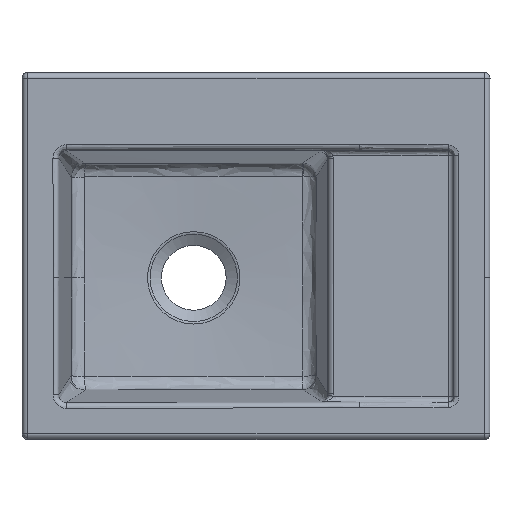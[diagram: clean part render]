
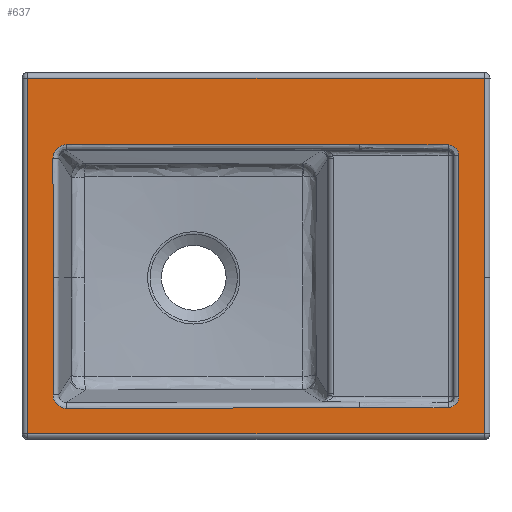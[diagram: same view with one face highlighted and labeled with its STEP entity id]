
A CAD part, top view. The second image highlights one B-rep face of the part: STEP entity #637.
In plain terms, the highlighted planar face has unit normal (0, 0, 1).
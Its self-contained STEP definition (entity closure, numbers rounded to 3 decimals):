
#219=LINE('',#6212,#297);
#220=LINE('',#6215,#298);
#221=LINE('',#6217,#299);
#222=LINE('',#6219,#300);
#223=LINE('',#6221,#301);
#224=LINE('',#6260,#302);
#297=VECTOR('',#4242,1.);
#298=VECTOR('',#4243,1.);
#299=VECTOR('',#4244,1.);
#300=VECTOR('',#4245,1.);
#301=VECTOR('',#4246,1.);
#302=VECTOR('',#4247,1.);
#424=FACE_BOUND('',#1190,.T.);
#425=FACE_BOUND('',#1191,.T.);
#637=ADVANCED_FACE('',(#424,#425),#886,.F.);
#886=PLANE('',#3921);
#1190=EDGE_LOOP('',(#1521,#1522,#1523,#1524,#1525));
#1191=EDGE_LOOP('',(#1526,#1527,#1528,#1529,#1530,#1531,#1532,#1533,#1534,
#1535,#1536));
#1521=ORIENTED_EDGE('',*,*,#3040,.T.);
#1522=ORIENTED_EDGE('',*,*,#3041,.T.);
#1523=ORIENTED_EDGE('',*,*,#3042,.T.);
#1524=ORIENTED_EDGE('',*,*,#3043,.T.);
#1525=ORIENTED_EDGE('',*,*,#3044,.T.);
#1526=ORIENTED_EDGE('',*,*,#3045,.T.);
#1527=ORIENTED_EDGE('',*,*,#3046,.T.);
#1528=ORIENTED_EDGE('',*,*,#3047,.T.);
#1529=ORIENTED_EDGE('',*,*,#3048,.T.);
#1530=ORIENTED_EDGE('',*,*,#3049,.T.);
#1531=ORIENTED_EDGE('',*,*,#3050,.T.);
#1532=ORIENTED_EDGE('',*,*,#3051,.T.);
#1533=ORIENTED_EDGE('',*,*,#3052,.T.);
#1534=ORIENTED_EDGE('',*,*,#3053,.T.);
#1535=ORIENTED_EDGE('',*,*,#3054,.T.);
#1536=ORIENTED_EDGE('',*,*,#3055,.T.);
#2691=VERTEX_POINT('',#6213);
#2692=VERTEX_POINT('',#6214);
#2693=VERTEX_POINT('',#6216);
#2694=VERTEX_POINT('',#6218);
#2695=VERTEX_POINT('',#6220);
#2696=VERTEX_POINT('',#6230);
#2697=VERTEX_POINT('',#6231);
#2698=VERTEX_POINT('',#6242);
#2699=VERTEX_POINT('',#6247);
#2700=VERTEX_POINT('',#6252);
#2701=VERTEX_POINT('',#6259);
#2702=VERTEX_POINT('',#6261);
#2703=VERTEX_POINT('',#6268);
#2704=VERTEX_POINT('',#6273);
#2705=VERTEX_POINT('',#6278);
#2706=VERTEX_POINT('',#6293);
#3040=EDGE_CURVE('',#2691,#2692,#219,.T.);
#3041=EDGE_CURVE('',#2692,#2693,#220,.T.);
#3042=EDGE_CURVE('',#2693,#2694,#221,.T.);
#3043=EDGE_CURVE('',#2694,#2695,#222,.T.);
#3044=EDGE_CURVE('',#2695,#2691,#223,.T.);
#3045=EDGE_CURVE('',#2696,#2697,#3611,.T.);
#3046=EDGE_CURVE('',#2697,#2698,#3612,.T.);
#3047=EDGE_CURVE('',#2698,#2699,#3613,.T.);
#3048=EDGE_CURVE('',#2699,#2700,#3614,.T.);
#3049=EDGE_CURVE('',#2700,#2701,#3615,.T.);
#3050=EDGE_CURVE('',#2701,#2702,#224,.T.);
#3051=EDGE_CURVE('',#2702,#2703,#3616,.T.);
#3052=EDGE_CURVE('',#2703,#2704,#3617,.T.);
#3053=EDGE_CURVE('',#2704,#2705,#3618,.T.);
#3054=EDGE_CURVE('',#2705,#2706,#3619,.T.);
#3055=EDGE_CURVE('',#2706,#2696,#3620,.T.);
#3611=B_SPLINE_CURVE_WITH_KNOTS('',3,(#6222,#6223,#6224,#6225,#6226,#6227,
#6228,#6229),.UNSPECIFIED.,.F.,.F.,(4,2,2,4),(0.,0.475,0.95,
1.),.UNSPECIFIED.);
#3612=B_SPLINE_CURVE_WITH_KNOTS('',3,(#6232,#6233,#6234,#6235,#6236,#6237,
#6238,#6239,#6240,#6241),.UNSPECIFIED.,.F.,.F.,(4,2,2,2,4),(0.,0.25,0.5,
0.75,1.),.UNSPECIFIED.);
#3613=B_SPLINE_CURVE_WITH_KNOTS('',3,(#6243,#6244,#6245,#6246),
 .UNSPECIFIED.,.F.,.F.,(4,4),(0.,1.),.UNSPECIFIED.);
#3614=B_SPLINE_CURVE_WITH_KNOTS('',3,(#6248,#6249,#6250,#6251),
 .UNSPECIFIED.,.F.,.F.,(4,4),(0.,1.),.UNSPECIFIED.);
#3615=B_SPLINE_CURVE_WITH_KNOTS('',3,(#6253,#6254,#6255,#6256,#6257,#6258),
 .UNSPECIFIED.,.F.,.F.,(4,2,4),(0.,0.5,1.),.UNSPECIFIED.);
#3616=B_SPLINE_CURVE_WITH_KNOTS('',3,(#6262,#6263,#6264,#6265,#6266,#6267),
 .UNSPECIFIED.,.F.,.F.,(4,2,4),(0.,0.5,1.),.UNSPECIFIED.);
#3617=B_SPLINE_CURVE_WITH_KNOTS('',3,(#6269,#6270,#6271,#6272),
 .UNSPECIFIED.,.F.,.F.,(4,4),(0.,1.),.UNSPECIFIED.);
#3618=B_SPLINE_CURVE_WITH_KNOTS('',3,(#6274,#6275,#6276,#6277),
 .UNSPECIFIED.,.F.,.F.,(4,4),(0.,1.),.UNSPECIFIED.);
#3619=B_SPLINE_CURVE_WITH_KNOTS('',3,(#6279,#6280,#6281,#6282,#6283,#6284,
#6285,#6286,#6287,#6288,#6289,#6290,#6291,#6292),.UNSPECIFIED.,.F.,.F.,
(4,2,2,2,2,2,4),(0.,0.25,0.375,0.5,
0.625,0.75,1.),.UNSPECIFIED.);
#3620=B_SPLINE_CURVE_WITH_KNOTS('',3,(#6294,#6295,#6296,#6297,#6298,#6299),
 .UNSPECIFIED.,.F.,.F.,(4,2,4),(0.,0.489,1.),.UNSPECIFIED.);
#3921=AXIS2_PLACEMENT_3D('',#6300,#4248,#4249);
#4242=DIRECTION('',(1.,0.,0.));
#4243=DIRECTION('',(0.,1.,0.));
#4244=DIRECTION('',(0.,1.,0.));
#4245=DIRECTION('',(-1.,0.,0.));
#4246=DIRECTION('',(0.,-1.,0.));
#4247=DIRECTION('',(0.,-1.,0.));
#4248=DIRECTION('',(0.,0.,-1.));
#4249=DIRECTION('',(-0.787,0.617,0.));
#6212=CARTESIAN_POINT('',(86.522,-216.782,220.));
#6213=CARTESIAN_POINT('',(-230.364,-216.782,220.));
#6214=CARTESIAN_POINT('',(403.407,-216.782,220.));
#6215=CARTESIAN_POINT('',(403.407,-108.383,220.));
#6216=CARTESIAN_POINT('',(403.407,0.015,220.));
#6217=CARTESIAN_POINT('',(403.407,138.414,220.));
#6218=CARTESIAN_POINT('',(403.407,276.813,220.));
#6219=CARTESIAN_POINT('',(86.522,276.813,220.));
#6220=CARTESIAN_POINT('',(-230.364,276.813,220.));
#6221=CARTESIAN_POINT('',(-230.364,30.015,220.));
#6222=CARTESIAN_POINT('',(-195.534,-0.397,220.));
#6223=CARTESIAN_POINT('',(-195.535,25.919,220.));
#6224=CARTESIAN_POINT('',(-195.537,52.235,220.));
#6225=CARTESIAN_POINT('',(-195.541,104.868,220.));
#6226=CARTESIAN_POINT('',(-195.543,131.184,220.));
#6227=CARTESIAN_POINT('',(-195.546,160.293,220.));
#6228=CARTESIAN_POINT('',(-195.546,163.087,220.));
#6229=CARTESIAN_POINT('',(-195.546,165.88,220.));
#6230=CARTESIAN_POINT('',(-195.534,-0.397,220.));
#6231=CARTESIAN_POINT('',(-195.546,165.88,220.));
#6232=CARTESIAN_POINT('',(-195.546,165.88,220.));
#6233=CARTESIAN_POINT('',(-195.572,168.306,220.));
#6234=CARTESIAN_POINT('',(-195.111,170.7,220.));
#6235=CARTESIAN_POINT('',(-193.314,175.189,220.));
#6236=CARTESIAN_POINT('',(-191.993,177.233,220.));
#6237=CARTESIAN_POINT('',(-188.646,180.63,220.));
#6238=CARTESIAN_POINT('',(-186.598,182.012,220.));
#6239=CARTESIAN_POINT('',(-182.185,183.853,220.));
#6240=CARTESIAN_POINT('',(-179.784,184.338,220.));
#6241=CARTESIAN_POINT('',(-177.373,184.351,220.));
#6242=CARTESIAN_POINT('',(-177.373,184.351,220.));
#6243=CARTESIAN_POINT('',(-177.373,184.351,220.));
#6244=CARTESIAN_POINT('',(-41.566,185.045,220.));
#6245=CARTESIAN_POINT('',(94.241,185.309,220.));
#6246=CARTESIAN_POINT('',(230.049,185.143,220.));
#6247=CARTESIAN_POINT('',(230.049,185.143,220.));
#6248=CARTESIAN_POINT('',(230.049,185.143,220.));
#6249=CARTESIAN_POINT('',(271.231,185.093,220.));
#6250=CARTESIAN_POINT('',(312.412,184.831,220.));
#6251=CARTESIAN_POINT('',(353.591,184.319,220.));
#6252=CARTESIAN_POINT('',(353.591,184.319,220.));
#6253=CARTESIAN_POINT('',(353.591,184.319,220.));
#6254=CARTESIAN_POINT('',(357.503,184.271,220.));
#6255=CARTESIAN_POINT('',(361.294,182.65,220.));
#6256=CARTESIAN_POINT('',(366.762,177.114,220.));
#6257=CARTESIAN_POINT('',(368.335,173.303,220.));
#6258=CARTESIAN_POINT('',(368.335,169.391,220.));
#6259=CARTESIAN_POINT('',(368.335,169.391,220.));
#6260=CARTESIAN_POINT('',(368.335,1.866,220.));
#6261=CARTESIAN_POINT('',(368.335,-165.659,220.));
#6262=CARTESIAN_POINT('',(368.335,-165.659,220.));
#6263=CARTESIAN_POINT('',(368.335,-169.586,220.));
#6264=CARTESIAN_POINT('',(366.752,-173.408,220.));
#6265=CARTESIAN_POINT('',(361.249,-178.95,220.));
#6266=CARTESIAN_POINT('',(357.431,-180.563,220.));
#6267=CARTESIAN_POINT('',(353.505,-180.589,220.));
#6268=CARTESIAN_POINT('',(353.505,-180.589,220.));
#6269=CARTESIAN_POINT('',(353.505,-180.589,220.));
#6270=CARTESIAN_POINT('',(312.342,-180.861,220.));
#6271=CARTESIAN_POINT('',(271.177,-180.958,220.));
#6272=CARTESIAN_POINT('',(230.013,-180.915,220.));
#6273=CARTESIAN_POINT('',(230.013,-180.915,220.));
#6274=CARTESIAN_POINT('',(230.013,-180.915,220.));
#6275=CARTESIAN_POINT('',(94.298,-180.775,220.));
#6276=CARTESIAN_POINT('',(-41.416,-180.998,220.));
#6277=CARTESIAN_POINT('',(-177.129,-181.585,220.));
#6278=CARTESIAN_POINT('',(-177.129,-181.585,220.));
#6279=CARTESIAN_POINT('',(-177.129,-181.585,220.));
#6280=CARTESIAN_POINT('',(-179.557,-181.595,220.));
#6281=CARTESIAN_POINT('',(-181.953,-181.142,220.));
#6282=CARTESIAN_POINT('',(-185.367,-179.745,220.));
#6283=CARTESIAN_POINT('',(-186.436,-179.178,220.));
#6284=CARTESIAN_POINT('',(-188.439,-177.842,220.));
#6285=CARTESIAN_POINT('',(-189.397,-177.048,220.));
#6286=CARTESIAN_POINT('',(-191.076,-175.358,220.));
#6287=CARTESIAN_POINT('',(-191.825,-174.434,220.));
#6288=CARTESIAN_POINT('',(-193.14,-172.424,220.));
#6289=CARTESIAN_POINT('',(-193.727,-171.291,220.));
#6290=CARTESIAN_POINT('',(-195.096,-167.94,220.));
#6291=CARTESIAN_POINT('',(-195.559,-165.474,220.));
#6292=CARTESIAN_POINT('',(-195.533,-163.046,220.));
#6293=CARTESIAN_POINT('',(-195.533,-163.046,220.));
#6294=CARTESIAN_POINT('',(-195.533,-163.046,220.));
#6295=CARTESIAN_POINT('',(-195.533,-136.541,220.));
#6296=CARTESIAN_POINT('',(-195.532,-110.036,220.));
#6297=CARTESIAN_POINT('',(-195.533,-55.82,220.));
#6298=CARTESIAN_POINT('',(-195.533,-28.109,220.));
#6299=CARTESIAN_POINT('',(-195.534,-0.397,220.));
#6300=CARTESIAN_POINT('',(172.097,-597.124,220.));
